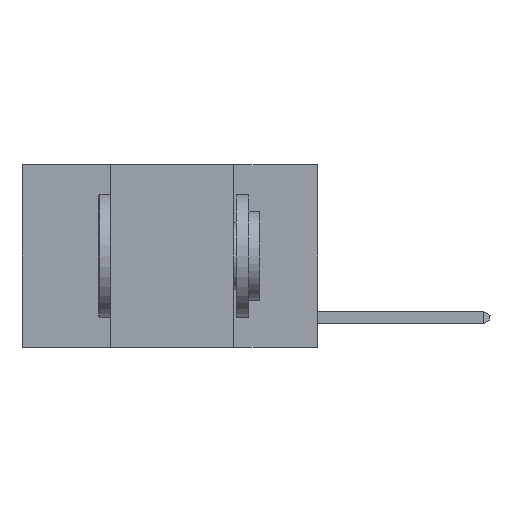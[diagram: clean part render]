
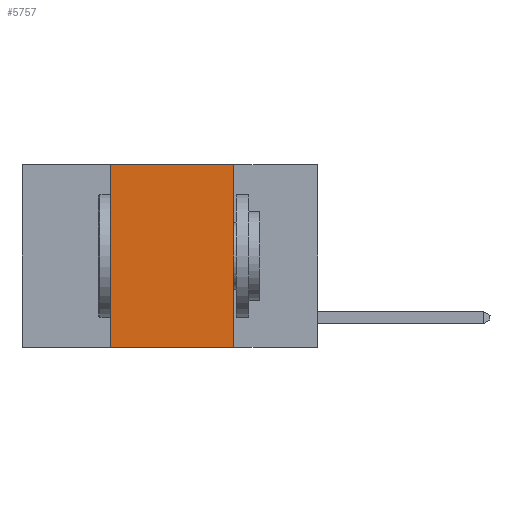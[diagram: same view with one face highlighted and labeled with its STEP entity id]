
A CAD part, left-side view. The second image highlights one B-rep face of the part: STEP entity #5757.
In plain terms, the highlighted planar face has unit normal (-1, 0, 0).
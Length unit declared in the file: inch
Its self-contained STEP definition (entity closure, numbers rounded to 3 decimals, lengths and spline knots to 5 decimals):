
#333 = ORIENTED_EDGE ( 'NONE', *, *, #11041, .F. ) ;
#569 = EDGE_CURVE ( 'NONE', #7951, #3057, #5714, .T. ) ;
#594 = ORIENTED_EDGE ( 'NONE', *, *, #569, .T. ) ;
#2451 = PLANE ( 'NONE',  #14211 ) ;
#2794 = CARTESIAN_POINT ( 'NONE',  ( 0., 0.42, -0.37 ) ) ;
#3057 = VERTEX_POINT ( 'NONE', #3473 ) ;
#3473 = CARTESIAN_POINT ( 'NONE',  ( 0., 0.17, -0.37 ) ) ;
#4220 = DIRECTION ( 'NONE',  ( 0., 0., 1. ) ) ;
#4314 = CARTESIAN_POINT ( 'NONE',  ( 0., 0.42, 0. ) ) ;
#4415 = DIRECTION ( 'NONE',  ( 0., -1., 0. ) ) ;
#4488 = VERTEX_POINT ( 'NONE', #4821 ) ;
#4720 = CARTESIAN_POINT ( 'NONE',  ( 0., 0.17, 0. ) ) ;
#4821 = CARTESIAN_POINT ( 'NONE',  ( 0., 0.17, 0. ) ) ;
#5594 = EDGE_LOOP ( 'NONE', ( #333, #10553, #13627, #594 ) ) ;
#5684 = VECTOR ( 'NONE', #7246, 39.37008 ) ;
#5714 = LINE ( 'NONE', #16270, #7667 ) ;
#5757 = ADVANCED_FACE ( 'NONE', ( #14297 ), #2451, .F. ) ;
#7232 = LINE ( 'NONE', #16742, #16307 ) ;
#7246 = DIRECTION ( 'NONE',  ( 0., 0., -1. ) ) ;
#7667 = VECTOR ( 'NONE', #4415, 39.37008 ) ;
#7951 = VERTEX_POINT ( 'NONE', #2794 ) ;
#8816 = EDGE_CURVE ( 'NONE', #7951, #10184, #16069, .T. ) ;
#10184 = VERTEX_POINT ( 'NONE', #4314 ) ;
#10553 = ORIENTED_EDGE ( 'NONE', *, *, #12648, .F. ) ;
#11041 = EDGE_CURVE ( 'NONE', #4488, #3057, #14055, .T. ) ;
#12140 = DIRECTION ( 'NONE',  ( 0., 0., -1. ) ) ;
#12648 = EDGE_CURVE ( 'NONE', #10184, #4488, #7232, .T. ) ;
#13111 = DIRECTION ( 'NONE',  ( 1., 0., 0. ) ) ;
#13627 = ORIENTED_EDGE ( 'NONE', *, *, #8816, .F. ) ;
#14055 = LINE ( 'NONE', #4720, #5684 ) ;
#14139 = DIRECTION ( 'NONE',  ( 0., -1., 0. ) ) ;
#14211 = AXIS2_PLACEMENT_3D ( 'NONE', #16987, #13111, #12140 ) ;
#14297 = FACE_OUTER_BOUND ( 'NONE', #5594, .T. ) ;
#15833 = VECTOR ( 'NONE', #4220, 39.37008 ) ;
#16069 = LINE ( 'NONE', #16864, #15833 ) ;
#16270 = CARTESIAN_POINT ( 'NONE',  ( 0., 0.6, -0.37 ) ) ;
#16307 = VECTOR ( 'NONE', #14139, 39.37008 ) ;
#16742 = CARTESIAN_POINT ( 'NONE',  ( 0., 0.6, 0. ) ) ;
#16864 = CARTESIAN_POINT ( 'NONE',  ( 0., 0.42, 0. ) ) ;
#16987 = CARTESIAN_POINT ( 'NONE',  ( 0., 0.6, 0. ) ) ;
